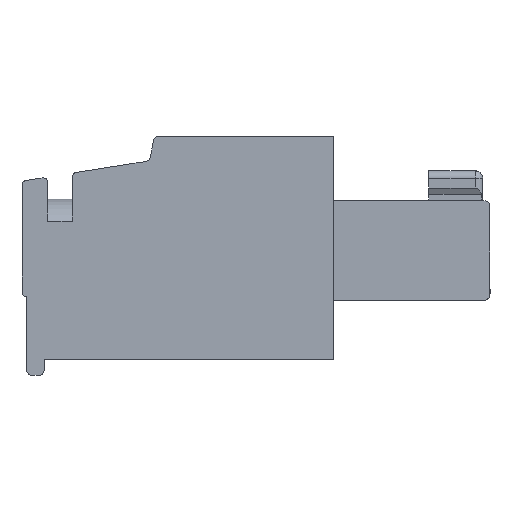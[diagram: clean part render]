
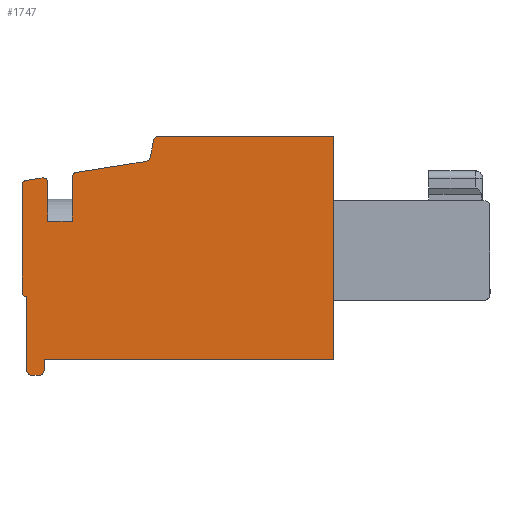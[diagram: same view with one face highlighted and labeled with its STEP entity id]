
A CAD part, left-side view. The second image highlights one B-rep face of the part: STEP entity #1747.
In plain terms, the highlighted planar face has unit normal (-1, 0, 0).
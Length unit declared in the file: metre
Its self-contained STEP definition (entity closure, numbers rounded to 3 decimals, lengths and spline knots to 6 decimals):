
#1747=ADVANCED_FACE('',(#4427),#4428,.F.);
#4427=FACE_OUTER_BOUND('',#8092,.T.);
#4428=PLANE('',#8093);
#8092=EDGE_LOOP('',(#13718,#13719,#13720,#13721,#13722,#13723,#13724,#13725,#13726,#13727,#13728,#13729,#13730,#13731,#13732,#13733,#13734,#13735,#13736,#13737,#13738));
#8093=AXIS2_PLACEMENT_3D('',#13739,#13740,#13741);
#13718=ORIENTED_EDGE('',*,*,#22609,.T.);
#13719=ORIENTED_EDGE('',*,*,#22610,.T.);
#13720=ORIENTED_EDGE('',*,*,#21659,.T.);
#13721=ORIENTED_EDGE('',*,*,#21653,.T.);
#13722=ORIENTED_EDGE('',*,*,#21689,.T.);
#13723=ORIENTED_EDGE('',*,*,#21693,.T.);
#13724=ORIENTED_EDGE('',*,*,#21711,.T.);
#13725=ORIENTED_EDGE('',*,*,#22611,.T.);
#13726=ORIENTED_EDGE('',*,*,#22612,.T.);
#13727=ORIENTED_EDGE('',*,*,#22613,.T.);
#13728=ORIENTED_EDGE('',*,*,#22614,.T.);
#13729=ORIENTED_EDGE('',*,*,#22615,.T.);
#13730=ORIENTED_EDGE('',*,*,#22616,.T.);
#13731=ORIENTED_EDGE('',*,*,#21107,.T.);
#13732=ORIENTED_EDGE('',*,*,#21868,.T.);
#13733=ORIENTED_EDGE('',*,*,#22606,.T.);
#13734=ORIENTED_EDGE('',*,*,#22604,.T.);
#13735=ORIENTED_EDGE('',*,*,#21779,.T.);
#13736=ORIENTED_EDGE('',*,*,#22617,.T.);
#13737=ORIENTED_EDGE('',*,*,#22618,.T.);
#13738=ORIENTED_EDGE('',*,*,#22619,.T.);
#13739=CARTESIAN_POINT('',(-0.049,0.007666,-0.000815));
#13740=DIRECTION('',(1.0,0.,0.));
#13741=DIRECTION('',(0.0,0.,1.0));
#21107=EDGE_CURVE('',#25091,#25089,#25092,.T.);
#21653=EDGE_CURVE('',#25982,#25986,#25988,.T.);
#21659=EDGE_CURVE('',#25998,#25982,#25999,.T.);
#21689=EDGE_CURVE('',#25986,#26054,#26056,.T.);
#21693=EDGE_CURVE('',#26054,#26060,#26062,.T.);
#21711=EDGE_CURVE('',#26060,#26094,#26096,.T.);
#21779=EDGE_CURVE('',#26205,#26206,#26207,.T.);
#21868=EDGE_CURVE('',#25089,#26382,#26383,.T.);
#22604=EDGE_CURVE('',#27529,#26205,#27532,.T.);
#22606=EDGE_CURVE('',#26382,#27529,#27534,.T.);
#22609=EDGE_CURVE('',#27537,#27538,#27539,.T.);
#22610=EDGE_CURVE('',#27538,#25998,#27540,.T.);
#22611=EDGE_CURVE('',#26094,#27541,#27542,.T.);
#22612=EDGE_CURVE('',#27541,#27543,#27544,.T.);
#22613=EDGE_CURVE('',#27543,#27545,#27546,.T.);
#22614=EDGE_CURVE('',#27545,#27547,#27548,.T.);
#22615=EDGE_CURVE('',#27547,#27549,#27550,.T.);
#22616=EDGE_CURVE('',#27549,#25091,#27551,.T.);
#22617=EDGE_CURVE('',#26206,#27552,#27553,.T.);
#22618=EDGE_CURVE('',#27552,#27554,#27555,.T.);
#22619=EDGE_CURVE('',#27554,#27537,#27556,.T.);
#25089=VERTEX_POINT('',#30947);
#25091=VERTEX_POINT('',#30950);
#25092=LINE('',#30951,#30952);
#25982=VERTEX_POINT('',#32342);
#25986=VERTEX_POINT('',#32347);
#25988=CIRCLE('',#32350,0.0002);
#25998=VERTEX_POINT('',#32363);
#25999=LINE('',#32364,#32365);
#26054=VERTEX_POINT('',#32434);
#26056=LINE('',#32437,#32438);
#26060=VERTEX_POINT('',#32442);
#26062=CIRCLE('',#32445,0.0002);
#26094=VERTEX_POINT('',#32478);
#26096=LINE('',#32481,#32482);
#26205=VERTEX_POINT('',#32638);
#26206=VERTEX_POINT('',#32639);
#26207=LINE('',#32640,#32641);
#26382=VERTEX_POINT('',#32889);
#26383=LINE('',#32890,#32891);
#27529=VERTEX_POINT('',#34603);
#27532=CIRCLE('',#34607,0.0002);
#27534=LINE('',#34609,#34610);
#27537=VERTEX_POINT('',#34614);
#27538=VERTEX_POINT('',#34615);
#27539=LINE('',#34616,#34617);
#27540=LINE('',#34618,#34619);
#27541=VERTEX_POINT('',#34620);
#27542=CIRCLE('',#34621,0.0002);
#27543=VERTEX_POINT('',#34622);
#27544=LINE('',#34623,#34624);
#27545=VERTEX_POINT('',#34625);
#27546=CIRCLE('',#34626,0.0002);
#27547=VERTEX_POINT('',#34627);
#27548=LINE('',#34628,#34629);
#27549=VERTEX_POINT('',#34630);
#27550=CIRCLE('',#34631,0.0002);
#27551=LINE('',#34632,#34633);
#27552=VERTEX_POINT('',#34634);
#27553=CIRCLE('',#34635,0.0002);
#27554=VERTEX_POINT('',#34636);
#27555=LINE('',#34637,#34638);
#27556=CIRCLE('',#34639,0.0002);
#30947=CARTESIAN_POINT('',(-0.049,0.,-0.0091));
#30950=CARTESIAN_POINT('',(-0.049,0.0118,-0.0091));
#30951=CARTESIAN_POINT('',(-0.049,0.,-0.0091));
#30952=VECTOR('',#39529,1.0);
#32342=CARTESIAN_POINT('',(-0.049,0.01165,-0.001882));
#32347=CARTESIAN_POINT('',(-0.049,0.011881,-0.001685));
#32350=AXIS2_PLACEMENT_3D('',#40010,#40011,#40012);
#32363=CARTESIAN_POINT('',(-0.049,0.01165,-0.00345));
#32364=CARTESIAN_POINT('',(-0.049,0.01165,-0.001882));
#32365=VECTOR('',#40019,1.0);
#32434=CARTESIAN_POINT('',(-0.049,0.012531,-0.001788));
#32437=CARTESIAN_POINT('',(-0.049,0.012531,-0.001788));
#32438=VECTOR('',#40074,1.0);
#32442=CARTESIAN_POINT('',(-0.049,0.0127,-0.001985));
#32445=AXIS2_PLACEMENT_3D('',#40079,#40080,#40081);
#32478=CARTESIAN_POINT('',(-0.049,0.0127,-0.00635));
#32481=CARTESIAN_POINT('',(-0.049,0.0127,-0.00635));
#32482=VECTOR('',#40126,1.0);
#32638=CARTESIAN_POINT('',(-0.049,0.007332,-0.000161));
#32639=CARTESIAN_POINT('',(-0.049,0.00747,-0.000854));
#32640=CARTESIAN_POINT('',(-0.049,0.00747,-0.000854));
#32641=VECTOR('',#40192,1.0);
#32889=CARTESIAN_POINT('',(-0.049,0.,0.));
#32890=CARTESIAN_POINT('',(-0.049,0.,-0.001227));
#32891=VECTOR('',#40308,1.0);
#34603=CARTESIAN_POINT('',(-0.049,0.007136,0.0));
#34607=AXIS2_PLACEMENT_3D('',#40944,#40945,#40946);
#34609=CARTESIAN_POINT('',(-0.049,0.007136,0.0));
#34610=VECTOR('',#40947,1.0);
#34614=CARTESIAN_POINT('',(-0.049,0.01065,-0.001661));
#34615=CARTESIAN_POINT('',(-0.049,0.01065,-0.00345));
#34616=CARTESIAN_POINT('',(-0.049,0.01065,-0.00345));
#34617=VECTOR('',#40949,1.0);
#34618=CARTESIAN_POINT('',(-0.049,0.01165,-0.00345));
#34619=VECTOR('',#40950,1.0);
#34620=CARTESIAN_POINT('',(-0.049,0.0125,-0.00655));
#34621=AXIS2_PLACEMENT_3D('',#40951,#40952,#40953);
#34622=CARTESIAN_POINT('',(-0.049,0.0125,-0.00955));
#34623=CARTESIAN_POINT('',(-0.049,0.0125,-0.00955));
#34624=VECTOR('',#40954,1.0);
#34625=CARTESIAN_POINT('',(-0.049,0.0123,-0.00975));
#34626=AXIS2_PLACEMENT_3D('',#40955,#40956,#40957);
#34627=CARTESIAN_POINT('',(-0.049,0.012,-0.00975));
#34628=CARTESIAN_POINT('',(-0.049,0.012,-0.00975));
#34629=VECTOR('',#40958,1.0);
#34630=CARTESIAN_POINT('',(-0.049,0.0118,-0.00955));
#34631=AXIS2_PLACEMENT_3D('',#40959,#40960,#40961);
#34632=CARTESIAN_POINT('',(-0.049,0.0118,-0.0091));
#34633=VECTOR('',#40962,1.0);
#34634=CARTESIAN_POINT('',(-0.049,0.007634,-0.001013));
#34635=AXIS2_PLACEMENT_3D('',#40963,#40964,#40965);
#34636=CARTESIAN_POINT('',(-0.049,0.010481,-0.001463));
#34637=CARTESIAN_POINT('',(-0.049,0.010481,-0.001463));
#34638=VECTOR('',#40966,1.0);
#34639=AXIS2_PLACEMENT_3D('',#40967,#40968,#40969);
#39529=DIRECTION('',(0.,-1.0,0.));
#40010=CARTESIAN_POINT('',(-0.049,0.01185,-0.001882));
#40011=DIRECTION('',(-1.0,0.,0.));
#40012=DIRECTION('',(0.,0.649,-0.76));
#40019=DIRECTION('',(0.,0.,1.0));
#40074=DIRECTION('',(0.,0.988,-0.156));
#40079=CARTESIAN_POINT('',(-0.049,0.0125,-0.001985));
#40080=DIRECTION('',(-1.0,0.,0.));
#40081=DIRECTION('',(0.,-0.76,-0.649));
#40126=DIRECTION('',(0.,0.,-1.0));
#40192=DIRECTION('',(0.,0.195,-0.981));
#40308=DIRECTION('',(0.,0.,1.0));
#40944=CARTESIAN_POINT('',(-0.049,0.007136,-0.0002));
#40945=DIRECTION('',(-1.0,0.,0.));
#40946=DIRECTION('',(0.,-0.635,-0.773));
#40947=DIRECTION('',(0.,1.0,0.));
#40949=DIRECTION('',(0.,0.,-1.0));
#40950=DIRECTION('',(0.,1.0,0.));
#40951=CARTESIAN_POINT('',(-0.049,0.0125,-0.00635));
#40952=DIRECTION('',(-1.0,0.,0.));
#40953=DIRECTION('',(0.,-0.707,0.707));
#40954=DIRECTION('',(0.,0.,-1.0));
#40955=CARTESIAN_POINT('',(-0.049,0.0123,-0.00955));
#40956=DIRECTION('',(-1.0,0.,0.));
#40957=DIRECTION('',(0.,-0.707,0.707));
#40958=DIRECTION('',(0.,-1.0,0.));
#40959=CARTESIAN_POINT('',(-0.049,0.012,-0.00955));
#40960=DIRECTION('',(-1.0,0.,0.));
#40961=DIRECTION('',(0.,0.707,0.707));
#40962=DIRECTION('',(0.,0.,1.0));
#40963=CARTESIAN_POINT('',(-0.049,0.007666,-0.000815));
#40964=DIRECTION('',(1.0,0.,0.));
#40965=DIRECTION('',(0.,0.693,0.721));
#40966=DIRECTION('',(0.,0.988,-0.156));
#40967=CARTESIAN_POINT('',(-0.049,0.01045,-0.001661));
#40968=DIRECTION('',(-1.0,0.,0.));
#40969=DIRECTION('',(0.,-0.76,-0.649));
